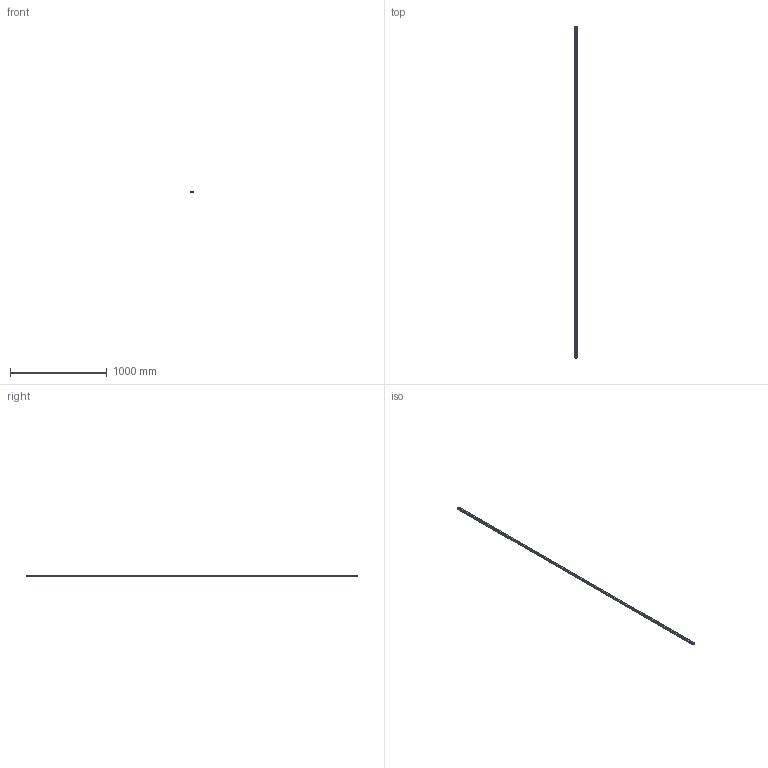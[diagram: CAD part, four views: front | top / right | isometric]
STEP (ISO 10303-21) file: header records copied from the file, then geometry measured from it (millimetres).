
FILE_DESCRIPTION(('STEP AP214'),'1');
FILE_NAME('cctmp_F7B56A76-38F4-4F35-BE02-ABA349ED1051_2021_02_10_08_56_07_0533..stp','2021-02-10T07:56:07',('HIWIN GmbH'),('CADClick - www.CADClick.com'),'Spatial InterOp 3D',' ','unknown authorization');
FILE_SCHEMA(('AUTOMOTIVE_DESIGN'));
Length unit declared in the file: millimetre
Products named in the file (1): EGR25R3430C_FILE
Bounding box: 23 x 3430 x 18 mm (x, y, z)
Volume: 1179895.3 mm3; surface area: 318515.8 mm2
Topology: 1 solids, 1 shells, 789 faces, 2007 edges, 1338 vertices
Faces by surface type: plane 427, cylinder 362
Entity records: 30797 total; most frequent: DIRECTION 4767, CARTESIAN_POINT 4135, ORIENTED_EDGE 4014, EDGE_CURVE 2007, AXIS2_PLACEMENT_3D 1970, VERTEX_POINT 1338, CIRCLE 952, EDGE_LOOP 907
